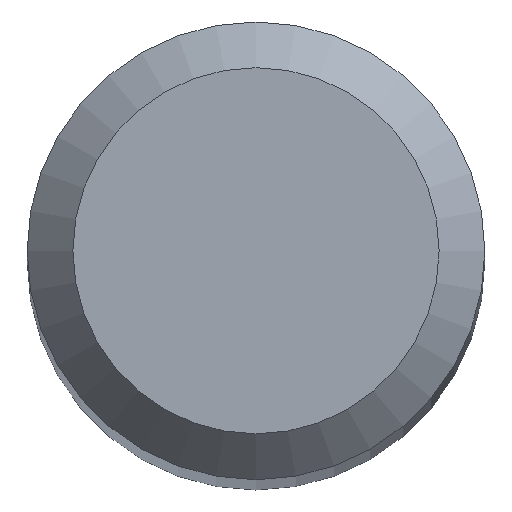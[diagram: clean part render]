
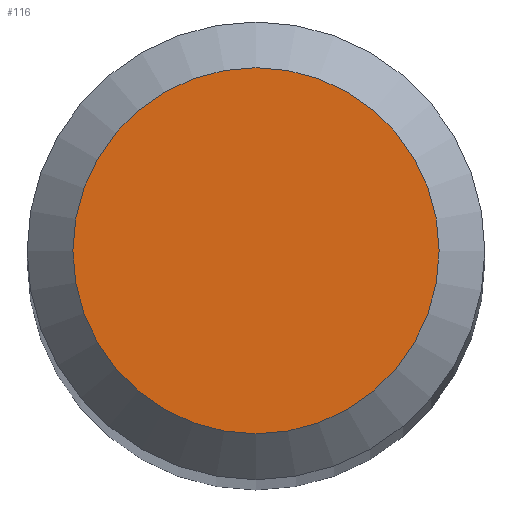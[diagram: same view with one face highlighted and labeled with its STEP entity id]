
A CAD part, top view. The second image highlights one B-rep face of the part: STEP entity #116.
In plain terms, the highlighted planar face has unit normal (0, 0, 1).
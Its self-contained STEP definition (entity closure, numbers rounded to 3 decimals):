
#24 = DIRECTION ( 'NONE',  ( 0., 1., 0. ) ) ;
#25 = CIRCLE ( 'NONE', #181, 0.8 ) ;
#37 = EDGE_CURVE ( 'NONE', #45, #45, #25, .T. ) ;
#45 = VERTEX_POINT ( 'NONE', #100 ) ;
#58 = PLANE ( 'NONE',  #142 ) ;
#77 = FACE_OUTER_BOUND ( 'NONE', #143, .T. ) ;
#100 = CARTESIAN_POINT ( 'NONE',  ( 0., 0.8, 38. ) ) ;
#116 = ADVANCED_FACE ( 'NONE', ( #77 ), #58, .F. ) ;
#142 = AXIS2_PLACEMENT_3D ( 'NONE', #182, #184, #205 ) ;
#143 = EDGE_LOOP ( 'NONE', ( #216 ) ) ;
#163 = DIRECTION ( 'NONE',  ( 0., 0., -1. ) ) ;
#181 = AXIS2_PLACEMENT_3D ( 'NONE', #196, #163, #24 ) ;
#182 = CARTESIAN_POINT ( 'NONE',  ( 0., 0., 38. ) ) ;
#184 = DIRECTION ( 'NONE',  ( 0., 0., -1. ) ) ;
#196 = CARTESIAN_POINT ( 'NONE',  ( 0., 0., 38. ) ) ;
#205 = DIRECTION ( 'NONE',  ( 0., 1., 0. ) ) ;
#216 = ORIENTED_EDGE ( 'NONE', *, *, #37, .F. ) ;
